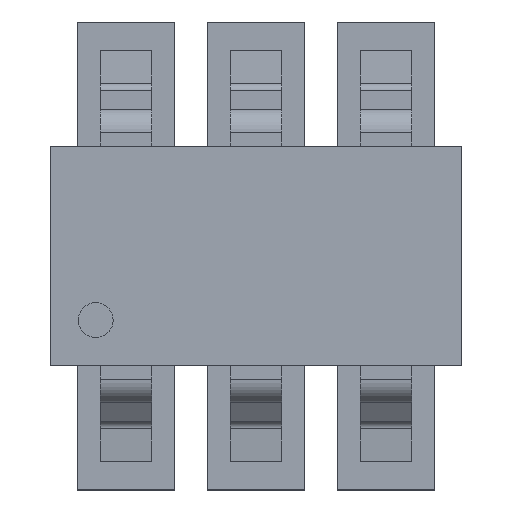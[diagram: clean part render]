
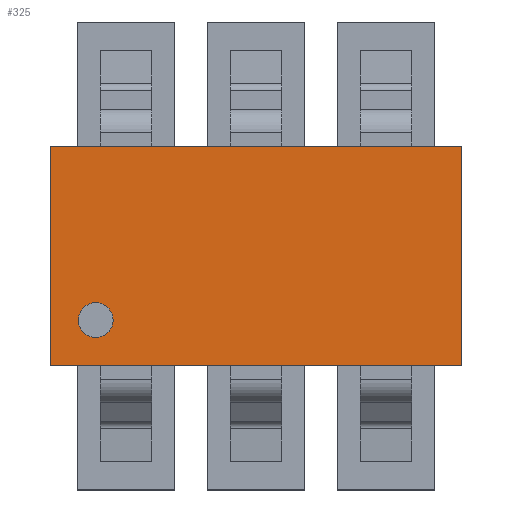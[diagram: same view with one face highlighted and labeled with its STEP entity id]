
A CAD part, top view. The second image highlights one B-rep face of the part: STEP entity #325.
In plain terms, the highlighted planar face has unit normal (0, 0, 1).
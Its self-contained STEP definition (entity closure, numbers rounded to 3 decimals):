
#325=ADVANCED_FACE('',(#597,#598),#448,.T.);
#448=PLANE('',#2490);
#545=CIRCLE('',#2488,0.127);
#546=CIRCLE('',#2489,0.127);
#597=FACE_BOUND('',#619,.T.);
#598=FACE_BOUND('',#620,.T.);
#619=EDGE_LOOP('',(#755,#756,#757,#758));
#620=EDGE_LOOP('',(#759,#760));
#755=ORIENTED_EDGE('',*,*,#1619,.T.);
#756=ORIENTED_EDGE('',*,*,#1620,.T.);
#757=ORIENTED_EDGE('',*,*,#1621,.T.);
#758=ORIENTED_EDGE('',*,*,#1622,.T.);
#759=ORIENTED_EDGE('',*,*,#1623,.F.);
#760=ORIENTED_EDGE('',*,*,#1624,.F.);
#1403=VERTEX_POINT('',#3289);
#1404=VERTEX_POINT('',#3290);
#1405=VERTEX_POINT('',#3292);
#1406=VERTEX_POINT('',#3294);
#1407=VERTEX_POINT('',#3297);
#1408=VERTEX_POINT('',#3298);
#1619=EDGE_CURVE('',#1403,#1404,#1943,.T.);
#1620=EDGE_CURVE('',#1404,#1405,#1944,.T.);
#1621=EDGE_CURVE('',#1405,#1406,#1945,.T.);
#1622=EDGE_CURVE('',#1406,#1403,#1946,.T.);
#1623=EDGE_CURVE('',#1407,#1408,#545,.T.);
#1624=EDGE_CURVE('',#1408,#1407,#546,.T.);
#1943=LINE('',#3288,#2215);
#1944=LINE('',#3291,#2216);
#1945=LINE('',#3293,#2217);
#1946=LINE('',#3295,#2218);
#2215=VECTOR('',#2665,1.);
#2216=VECTOR('',#2666,1.);
#2217=VECTOR('',#2667,1.);
#2218=VECTOR('',#2668,1.);
#2488=AXIS2_PLACEMENT_3D('',#3296,#2669,#2670);
#2489=AXIS2_PLACEMENT_3D('',#3299,#2671,#2672);
#2490=AXIS2_PLACEMENT_3D('',#3300,#2673,#2674);
#2665=DIRECTION('',(0.,1.,0.));
#2666=DIRECTION('',(-1.,0.,0.));
#2667=DIRECTION('',(0.,-1.,0.));
#2668=DIRECTION('',(1.,0.,0.));
#2669=DIRECTION('',(0.,0.,1.));
#2670=DIRECTION('',(0.,-1.,0.));
#2671=DIRECTION('',(0.,0.,1.));
#2672=DIRECTION('',(0.,1.,0.));
#2673=DIRECTION('',(0.,0.,1.));
#2674=DIRECTION('',(-1.,0.,0.));
#3288=CARTESIAN_POINT('',(1.5,-0.8,1.076));
#3289=CARTESIAN_POINT('',(1.5,-0.8,1.076));
#3290=CARTESIAN_POINT('',(1.5,0.8,1.076));
#3291=CARTESIAN_POINT('',(1.5,0.8,1.076));
#3292=CARTESIAN_POINT('',(-1.5,0.8,1.076));
#3293=CARTESIAN_POINT('',(-1.5,0.8,1.076));
#3294=CARTESIAN_POINT('',(-1.5,-0.8,1.076));
#3295=CARTESIAN_POINT('',(-1.5,-0.8,1.076));
#3296=CARTESIAN_POINT('',(-1.17,-0.47,1.076));
#3297=CARTESIAN_POINT('',(-1.17,-0.597,1.076));
#3298=CARTESIAN_POINT('',(-1.17,-0.343,1.076));
#3299=CARTESIAN_POINT('',(-1.17,-0.47,1.076));
#3300=CARTESIAN_POINT('',(0.,0.,1.076));
